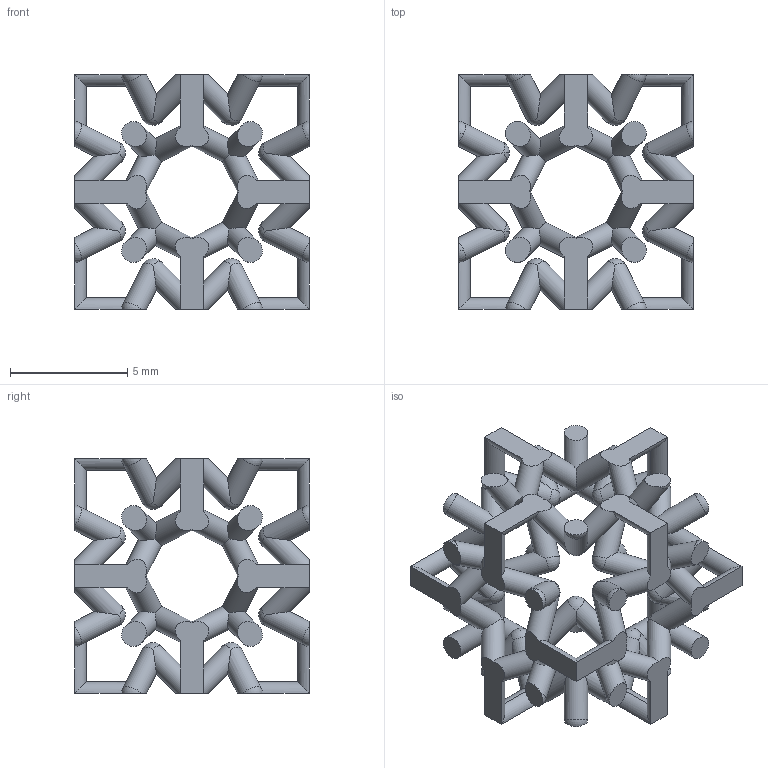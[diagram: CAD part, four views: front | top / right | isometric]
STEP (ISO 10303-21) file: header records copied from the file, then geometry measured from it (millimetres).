
FILE_DESCRIPTION(('Open CASCADE Model'),'2;1');
FILE_NAME('Open CASCADE Shape Model','2024-06-13T04:23:17',('Author'),( 'Open CASCADE'),'Open CASCADE STEP processor 7.7','Open CASCADE 7.7' ,'Unknown');
FILE_SCHEMA(('AUTOMOTIVE_DESIGN { 1 0 10303 214 1 1 1 1 }'));
Length unit declared in the file: millimetre
Products named in the file (1): Open CASCADE STEP translator 7.7 120
Bounding box: 10 x 10 x 10 mm (x, y, z)
Volume: 130.9 mm3; surface area: 571.9 mm2
Topology: 1 solids, 1 shells, 210 faces, 738 edges, 476 vertices
Faces by surface type: cylinder 102, sphere 60, plane 48
Full cylindrical faces by diameter (mm): 1 x72
Entity records: 23935 total; most frequent: CARTESIAN_POINT 11034, DIRECTION 2276, ORIENTED_EDGE 1420, PCURVE 1420, DEFINITIONAL_REPRESENTATION 1420, B_SPLINE_CURVE_WITH_KNOTS 840, AXIS2_PLACEMENT_3D 783, EDGE_CURVE 710
